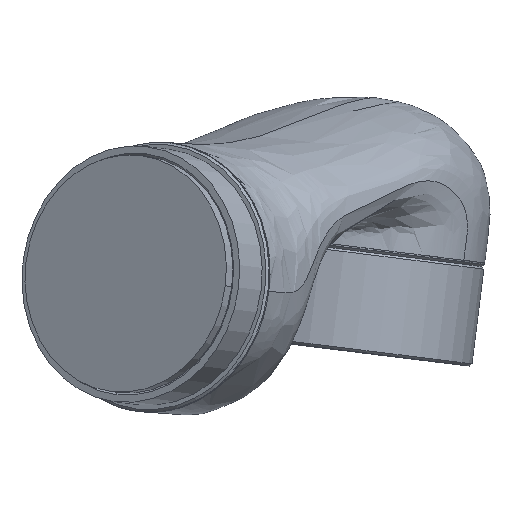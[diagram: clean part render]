
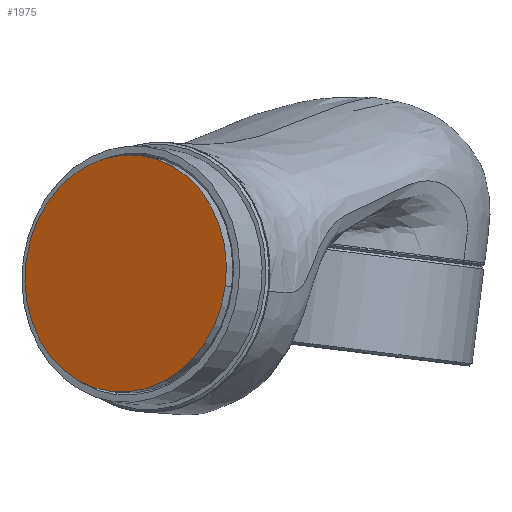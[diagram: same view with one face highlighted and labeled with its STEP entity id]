
A CAD part, top view. The second image highlights one B-rep face of the part: STEP entity #1975.
In plain terms, the highlighted face is planar.
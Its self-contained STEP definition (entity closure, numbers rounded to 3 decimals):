
#894 = DIRECTION ( 'NONE',  ( 0., 1., 0. ) ) ;
#961 = CARTESIAN_POINT ( 'NONE',  ( 0., 0., 0. ) ) ;
#1975 = ADVANCED_FACE ( 'NONE', ( #9532 ), #7569, .F. ) ;
#2584 = DIRECTION ( 'NONE',  ( 0., 1., 0. ) ) ;
#2629 = AXIS2_PLACEMENT_3D ( 'NONE', #961, #894, #9021 ) ;
#3604 = EDGE_LOOP ( 'NONE', ( #4854, #10072 ) ) ;
#4314 = CIRCLE ( 'NONE', #2629, 30.75 ) ;
#4854 = ORIENTED_EDGE ( 'NONE', *, *, #5516, .F. ) ;
#5053 = CARTESIAN_POINT ( 'NONE',  ( 0., 0., -30.75 ) ) ;
#5516 = EDGE_CURVE ( 'NONE', #5977, #8669, #4314, .T. ) ;
#5977 = VERTEX_POINT ( 'NONE', #5053 ) ;
#6850 = DIRECTION ( 'NONE',  ( 0., 1., 0. ) ) ;
#6947 = CIRCLE ( 'NONE', #12555, 30.75 ) ;
#7569 = PLANE ( 'NONE',  #10404 ) ;
#7803 = CARTESIAN_POINT ( 'NONE',  ( 0., 0., 30.75 ) ) ;
#8660 = DIRECTION ( 'NONE',  ( 0., 0., 1. ) ) ;
#8669 = VERTEX_POINT ( 'NONE', #7803 ) ;
#9021 = DIRECTION ( 'NONE',  ( 0., 0., 1. ) ) ;
#9364 = EDGE_CURVE ( 'NONE', #8669, #5977, #6947, .T. ) ;
#9532 = FACE_OUTER_BOUND ( 'NONE', #3604, .T. ) ;
#10072 = ORIENTED_EDGE ( 'NONE', *, *, #9364, .F. ) ;
#10404 = AXIS2_PLACEMENT_3D ( 'NONE', #11559, #2584, #10730 ) ;
#10730 = DIRECTION ( 'NONE',  ( 1., 0., 0. ) ) ;
#11559 = CARTESIAN_POINT ( 'NONE',  ( 0., 0., 0. ) ) ;
#11886 = CARTESIAN_POINT ( 'NONE',  ( 0., 0., 0. ) ) ;
#12555 = AXIS2_PLACEMENT_3D ( 'NONE', #11886, #6850, #8660 ) ;
